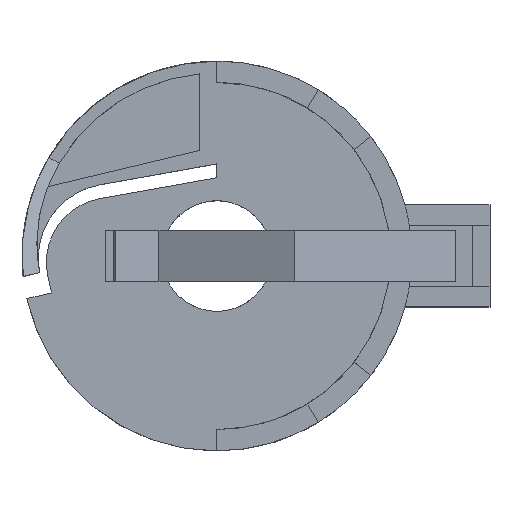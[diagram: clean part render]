
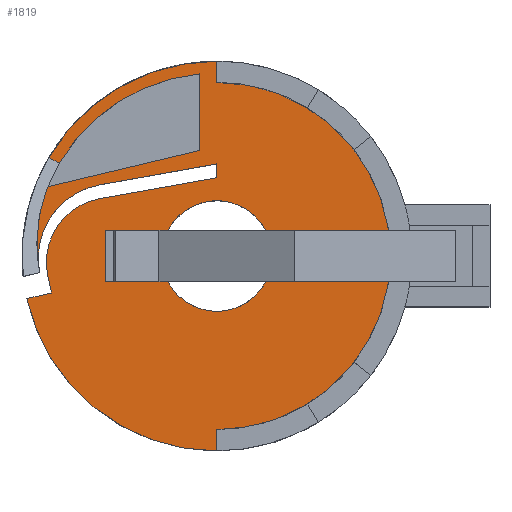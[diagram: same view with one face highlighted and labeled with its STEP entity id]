
A CAD part, top view. The second image highlights one B-rep face of the part: STEP entity #1819.
In plain terms, the highlighted planar face has unit normal (0, 0, 1).
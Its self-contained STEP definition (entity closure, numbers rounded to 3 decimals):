
#50=FACE_BOUND('',#233,.T.);
#62=CIRCLE('',#1924,11.45);
#73=CIRCLE('',#1938,9.057);
#75=CIRCLE('',#1941,10.75);
#76=CIRCLE('',#1942,4.374);
#77=CIRCLE('',#1943,3.796);
#78=CIRCLE('',#1944,11.45);
#79=CIRCLE('',#1945,10.2);
#80=CIRCLE('',#1946,3.25);
#81=CIRCLE('',#1947,3.25);
#129=FACE_OUTER_BOUND('',#232,.T.);
#232=EDGE_LOOP('',(#1234,#1235,#1236,#1237,#1238,#1239,#1240,#1241,#1242,
#1243,#1244,#1245,#1246,#1247,#1248,#1249,#1250));
#233=EDGE_LOOP('',(#1251,#1252,#1253,#1254,#1255,#1256,#1257,#1258));
#363=LINE('',#2655,#569);
#364=LINE('',#2666,#570);
#365=LINE('',#2667,#571);
#366=LINE('',#2671,#572);
#367=LINE('',#2673,#573);
#368=LINE('',#2675,#574);
#369=LINE('',#2679,#575);
#370=LINE('',#2681,#576);
#371=LINE('',#2685,#577);
#372=LINE('',#2688,#578);
#373=LINE('',#2691,#579);
#374=LINE('',#2693,#580);
#375=LINE('',#2695,#581);
#376=LINE('',#2699,#582);
#377=LINE('',#2701,#583);
#378=LINE('',#2703,#584);
#569=VECTOR('',#2125,0.7);
#570=VECTOR('',#2138,4.5);
#571=VECTOR('',#2139,9.2);
#572=VECTOR('',#2142,7.);
#573=VECTOR('',#2143,0.813);
#574=VECTOR('',#2144,7.);
#575=VECTOR('',#2147,1.);
#576=VECTOR('',#2148,1.5);
#577=VECTOR('',#2151,1.25);
#578=VECTOR('',#2154,1.25);
#579=VECTOR('',#2155,3.667);
#580=VECTOR('',#2156,3.);
#581=VECTOR('',#2157,3.667);
#582=VECTOR('',#2160,2.567);
#583=VECTOR('',#2161,3.);
#584=VECTOR('',#2162,2.567);
#767=VERTEX_POINT('',#2611);
#771=VERTEX_POINT('',#2623);
#785=VERTEX_POINT('',#2653);
#786=VERTEX_POINT('',#2657);
#787=VERTEX_POINT('',#2659);
#788=VERTEX_POINT('',#2663);
#789=VERTEX_POINT('',#2665);
#790=VERTEX_POINT('',#2668);
#791=VERTEX_POINT('',#2670);
#792=VERTEX_POINT('',#2672);
#793=VERTEX_POINT('',#2674);
#794=VERTEX_POINT('',#2676);
#795=VERTEX_POINT('',#2678);
#796=VERTEX_POINT('',#2680);
#797=VERTEX_POINT('',#2682);
#798=VERTEX_POINT('',#2684);
#799=VERTEX_POINT('',#2686);
#800=VERTEX_POINT('',#2689);
#801=VERTEX_POINT('',#2690);
#802=VERTEX_POINT('',#2692);
#803=VERTEX_POINT('',#2694);
#804=VERTEX_POINT('',#2696);
#805=VERTEX_POINT('',#2698);
#806=VERTEX_POINT('',#2700);
#807=VERTEX_POINT('',#2702);
#943=EDGE_CURVE('',#771,#767,#62,.T.);
#959=EDGE_CURVE('',#767,#785,#363,.T.);
#961=EDGE_CURVE('',#787,#786,#73,.T.);
#963=EDGE_CURVE('',#785,#788,#75,.T.);
#964=EDGE_CURVE('',#788,#789,#364,.T.);
#965=EDGE_CURVE('',#789,#787,#365,.T.);
#966=EDGE_CURVE('',#786,#790,#76,.T.);
#967=EDGE_CURVE('',#790,#791,#366,.T.);
#968=EDGE_CURVE('',#791,#792,#367,.T.);
#969=EDGE_CURVE('',#792,#793,#368,.T.);
#970=EDGE_CURVE('',#793,#794,#77,.T.);
#971=EDGE_CURVE('',#794,#795,#369,.T.);
#972=EDGE_CURVE('',#795,#796,#370,.T.);
#973=EDGE_CURVE('',#796,#797,#78,.T.);
#974=EDGE_CURVE('',#797,#798,#371,.T.);
#975=EDGE_CURVE('',#798,#799,#79,.T.);
#976=EDGE_CURVE('',#799,#771,#372,.T.);
#977=EDGE_CURVE('',#800,#801,#373,.T.);
#978=EDGE_CURVE('',#801,#802,#374,.T.);
#979=EDGE_CURVE('',#802,#803,#375,.T.);
#980=EDGE_CURVE('',#803,#804,#80,.T.);
#981=EDGE_CURVE('',#804,#805,#376,.T.);
#982=EDGE_CURVE('',#805,#806,#377,.T.);
#983=EDGE_CURVE('',#806,#807,#378,.T.);
#984=EDGE_CURVE('',#807,#800,#81,.T.);
#1234=ORIENTED_EDGE('',*,*,#963,.T.);
#1235=ORIENTED_EDGE('',*,*,#964,.T.);
#1236=ORIENTED_EDGE('',*,*,#965,.T.);
#1237=ORIENTED_EDGE('',*,*,#961,.T.);
#1238=ORIENTED_EDGE('',*,*,#966,.T.);
#1239=ORIENTED_EDGE('',*,*,#967,.T.);
#1240=ORIENTED_EDGE('',*,*,#968,.T.);
#1241=ORIENTED_EDGE('',*,*,#969,.T.);
#1242=ORIENTED_EDGE('',*,*,#970,.T.);
#1243=ORIENTED_EDGE('',*,*,#971,.T.);
#1244=ORIENTED_EDGE('',*,*,#972,.T.);
#1245=ORIENTED_EDGE('',*,*,#973,.T.);
#1246=ORIENTED_EDGE('',*,*,#974,.T.);
#1247=ORIENTED_EDGE('',*,*,#975,.T.);
#1248=ORIENTED_EDGE('',*,*,#976,.T.);
#1249=ORIENTED_EDGE('',*,*,#943,.T.);
#1250=ORIENTED_EDGE('',*,*,#959,.T.);
#1251=ORIENTED_EDGE('',*,*,#977,.T.);
#1252=ORIENTED_EDGE('',*,*,#978,.T.);
#1253=ORIENTED_EDGE('',*,*,#979,.T.);
#1254=ORIENTED_EDGE('',*,*,#980,.T.);
#1255=ORIENTED_EDGE('',*,*,#981,.T.);
#1256=ORIENTED_EDGE('',*,*,#982,.T.);
#1257=ORIENTED_EDGE('',*,*,#983,.T.);
#1258=ORIENTED_EDGE('',*,*,#984,.T.);
#1730=PLANE('',#1940);
#1819=ADVANCED_FACE('',(#129,#50),#1730,.T.);
#1924=AXIS2_PLACEMENT_3D('',#2624,#2096,#2097);
#1938=AXIS2_PLACEMENT_3D('',#2660,#2130,#2131);
#1940=AXIS2_PLACEMENT_3D('',#2662,#2134,#2135);
#1941=AXIS2_PLACEMENT_3D('',#2664,#2136,#2137);
#1942=AXIS2_PLACEMENT_3D('',#2669,#2140,#2141);
#1943=AXIS2_PLACEMENT_3D('',#2677,#2145,#2146);
#1944=AXIS2_PLACEMENT_3D('',#2683,#2149,#2150);
#1945=AXIS2_PLACEMENT_3D('',#2687,#2152,#2153);
#1946=AXIS2_PLACEMENT_3D('',#2697,#2158,#2159);
#1947=AXIS2_PLACEMENT_3D('',#2704,#2163,#2164);
#2096=DIRECTION('center_axis',(0.,0.,1.));
#2097=DIRECTION('ref_axis',(1.,0.,0.));
#2125=DIRECTION('',(0.862,-0.507,0.));
#2130=DIRECTION('center_axis',(0.,0.,1.));
#2131=DIRECTION('ref_axis',(0.855,-0.518,0.));
#2134=DIRECTION('center_axis',(0.,0.,1.));
#2135=DIRECTION('ref_axis',(1.,0.,0.));
#2136=DIRECTION('center_axis',(0.,0.,-1.));
#2137=DIRECTION('ref_axis',(0.,1.,0.));
#2138=DIRECTION('',(0.,-1.,0.));
#2139=DIRECTION('',(-0.973,-0.232,0.));
#2140=DIRECTION('center_axis',(0.,0.,-1.));
#2141=DIRECTION('ref_axis',(-0.176,0.984,0.));
#2142=DIRECTION('',(0.984,0.176,0.));
#2143=DIRECTION('',(0.,-1.,0.));
#2144=DIRECTION('',(-0.984,-0.176,0.));
#2145=DIRECTION('center_axis',(0.,0.,1.));
#2146=DIRECTION('ref_axis',(0.176,-0.984,0.));
#2147=DIRECTION('',(0.218,-0.976,0.));
#2148=DIRECTION('',(-0.976,-0.218,0.));
#2149=DIRECTION('center_axis',(0.,0.,1.));
#2150=DIRECTION('ref_axis',(1.,0.,0.));
#2151=DIRECTION('',(0.,1.,0.));
#2152=DIRECTION('center_axis',(0.,0.,1.));
#2153=DIRECTION('ref_axis',(0.,1.,0.));
#2154=DIRECTION('',(0.,1.,0.));
#2155=DIRECTION('',(-1.,0.,0.));
#2156=DIRECTION('',(0.,1.,0.));
#2157=DIRECTION('',(1.,0.,0.));
#2158=DIRECTION('center_axis',(0.,0.,-1.));
#2159=DIRECTION('ref_axis',(-1.,0.,0.));
#2160=DIRECTION('',(1.,0.,0.));
#2161=DIRECTION('',(0.,-1.,0.));
#2162=DIRECTION('',(-1.,0.,0.));
#2163=DIRECTION('center_axis',(0.,0.,-1.));
#2164=DIRECTION('ref_axis',(-1.,0.,0.));
#2611=CARTESIAN_POINT('',(-9.872,5.8,1.9));
#2623=CARTESIAN_POINT('',(0.,11.45,1.9));
#2624=CARTESIAN_POINT('Origin',(0.,0.,1.9));
#2653=CARTESIAN_POINT('',(-9.269,5.445,1.9));
#2655=CARTESIAN_POINT('',(-0.218,0.128,1.9));
#2657=CARTESIAN_POINT('',(-10.426,-0.904,1.9));
#2659=CARTESIAN_POINT('',(-9.949,4.071,1.9));
#2660=CARTESIAN_POINT('Origin',(-1.522,0.753,1.9));
#2662=CARTESIAN_POINT('Origin',(7.175,-8.013,1.9));
#2663=CARTESIAN_POINT('',(-1.,10.703,1.9));
#2664=CARTESIAN_POINT('Origin',(0.,0.,1.9));
#2665=CARTESIAN_POINT('',(-1.,6.203,1.9));
#2666=CARTESIAN_POINT('',(-1.,1.345,1.9));
#2667=CARTESIAN_POINT('',(1.265,6.743,1.9));
#2668=CARTESIAN_POINT('',(-6.891,4.182,1.9));
#2669=CARTESIAN_POINT('Origin',(-6.122,-0.124,1.9));
#2670=CARTESIAN_POINT('',(0.,5.413,1.9));
#2671=CARTESIAN_POINT('',(-1.131,5.211,1.9));
#2672=CARTESIAN_POINT('',(0.,4.6,1.9));
#2673=CARTESIAN_POINT('',(0.,-1.3,1.9));
#2674=CARTESIAN_POINT('',(-6.891,3.369,1.9));
#2675=CARTESIAN_POINT('',(2.385,5.026,1.9));
#2676=CARTESIAN_POINT('',(-9.928,-1.197,1.9));
#2677=CARTESIAN_POINT('Origin',(-6.224,-0.368,1.9));
#2678=CARTESIAN_POINT('',(-9.71,-2.172,1.9));
#2679=CARTESIAN_POINT('',(-8.794,-6.265,1.9));
#2680=CARTESIAN_POINT('',(-11.174,-2.5,1.9));
#2681=CARTESIAN_POINT('',(-2.292,-0.513,1.9));
#2682=CARTESIAN_POINT('',(0.,-11.45,1.9));
#2683=CARTESIAN_POINT('Origin',(0.,0.,1.9));
#2684=CARTESIAN_POINT('',(0.,-10.2,1.9));
#2685=CARTESIAN_POINT('',(0.,-9.107,1.9));
#2686=CARTESIAN_POINT('',(0.,10.2,1.9));
#2687=CARTESIAN_POINT('Origin',(0.,0.,1.9));
#2688=CARTESIAN_POINT('',(0.,1.718,1.9));
#2689=CARTESIAN_POINT('',(-2.883,-1.5,1.9));
#2690=CARTESIAN_POINT('',(-6.55,-1.5,1.9));
#2691=CARTESIAN_POINT('',(0.612,-1.5,1.9));
#2692=CARTESIAN_POINT('',(-6.55,1.5,1.9));
#2693=CARTESIAN_POINT('',(-6.55,-3.807,1.9));
#2694=CARTESIAN_POINT('',(-2.883,1.5,1.9));
#2695=CARTESIAN_POINT('',(0.312,1.5,1.9));
#2696=CARTESIAN_POINT('',(2.883,1.5,1.9));
#2697=CARTESIAN_POINT('Origin',(0.,0.,1.9));
#2698=CARTESIAN_POINT('',(5.45,1.5,1.9));
#2699=CARTESIAN_POINT('',(0.312,1.5,1.9));
#2700=CARTESIAN_POINT('',(5.45,-1.5,1.9));
#2701=CARTESIAN_POINT('',(5.45,-4.007,1.9));
#2702=CARTESIAN_POINT('',(2.883,-1.5,1.9));
#2703=CARTESIAN_POINT('',(0.312,-1.5,1.9));
#2704=CARTESIAN_POINT('Origin',(0.,0.,1.9));
